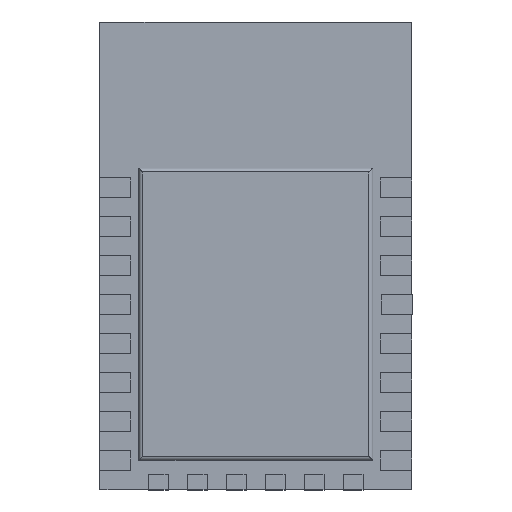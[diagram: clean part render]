
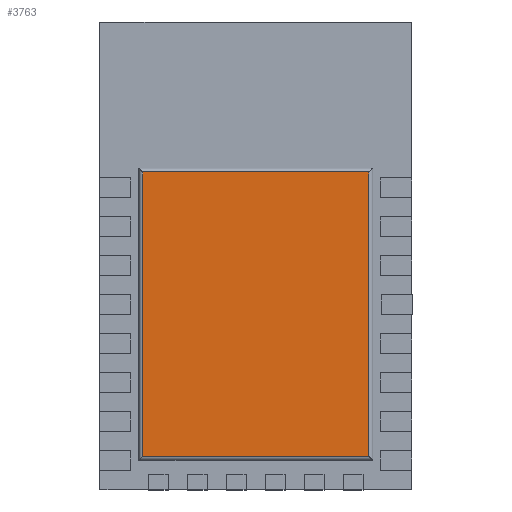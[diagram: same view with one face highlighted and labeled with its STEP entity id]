
A CAD part, top view. The second image highlights one B-rep face of the part: STEP entity #3763.
In plain terms, the highlighted planar face has unit normal (0, 0, 1).
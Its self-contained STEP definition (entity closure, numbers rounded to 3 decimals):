
#879=DIRECTION('',(0.,-1.,0.));
#880=VECTOR('',#879,14.6);
#881=CARTESIAN_POINT('',(-5.8,8.55,3.21));
#882=LINE('',#881,#880);
#883=DIRECTION('',(-1.,0.,0.));
#884=VECTOR('',#883,11.6);
#885=CARTESIAN_POINT('',(5.8,8.55,3.21));
#886=LINE('',#885,#884);
#887=DIRECTION('',(0.,1.,0.));
#888=VECTOR('',#887,14.6);
#889=CARTESIAN_POINT('',(5.8,-6.05,3.21));
#890=LINE('',#889,#888);
#891=DIRECTION('',(1.,0.,0.));
#892=VECTOR('',#891,11.6);
#893=CARTESIAN_POINT('',(-5.8,-6.05,3.21));
#894=LINE('',#893,#892);
#3003=CARTESIAN_POINT('',(-5.8,8.55,3.21));
#3004=CARTESIAN_POINT('',(-5.8,-6.05,3.21));
#3005=VERTEX_POINT('',#3003);
#3006=VERTEX_POINT('',#3004);
#3013=CARTESIAN_POINT('',(5.8,-6.05,3.21));
#3014=VERTEX_POINT('',#3013);
#3017=CARTESIAN_POINT('',(5.8,8.55,3.21));
#3018=VERTEX_POINT('',#3017);
#3750=CARTESIAN_POINT('',(-8.,-7.75,3.21));
#3751=DIRECTION('',(0.,0.,1.));
#3752=DIRECTION('',(0.,1.,0.));
#3753=AXIS2_PLACEMENT_3D('',#3750,#3751,#3752);
#3754=PLANE('',#3753);
#3755=ORIENTED_EDGE('',*,*,#3733,.F.);
#3757=ORIENTED_EDGE('',*,*,#3756,.F.);
#3759=ORIENTED_EDGE('',*,*,#3758,.F.);
#3760=ORIENTED_EDGE('',*,*,#3714,.F.);
#3761=EDGE_LOOP('',(#3755,#3757,#3759,#3760));
#3762=FACE_OUTER_BOUND('',#3761,.F.);
#3714=EDGE_CURVE('',#3006,#3014,#894,.T.);
#3733=EDGE_CURVE('',#3005,#3006,#882,.T.);
#3756=EDGE_CURVE('',#3018,#3005,#886,.T.);
#3758=EDGE_CURVE('',#3014,#3018,#890,.T.);
#3763=ADVANCED_FACE('',(#3762),#3754,.T.);
